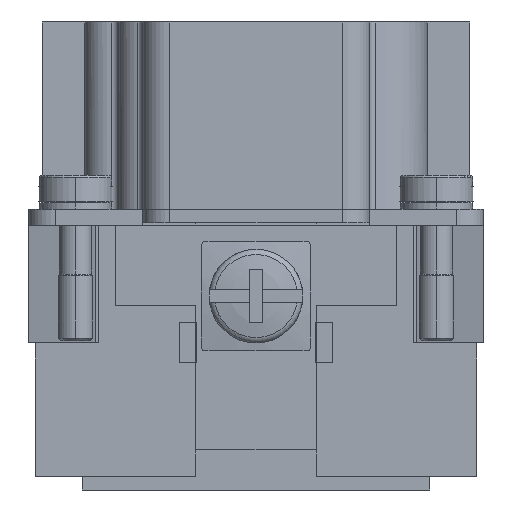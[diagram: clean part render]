
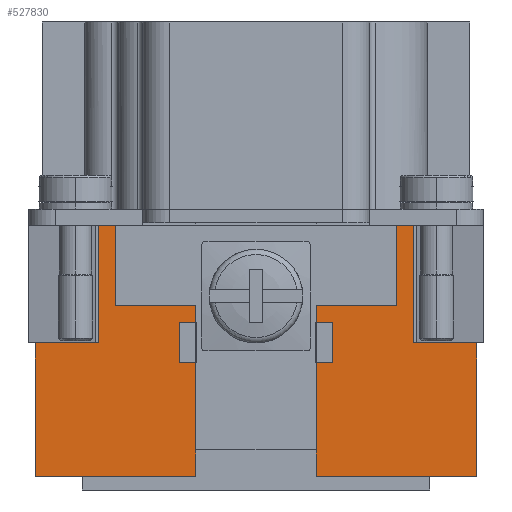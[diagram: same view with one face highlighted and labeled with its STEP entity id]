
A CAD part, left-side view. The second image highlights one B-rep face of the part: STEP entity #527830.
In plain terms, the highlighted planar face has unit normal (-1, 0, 0).
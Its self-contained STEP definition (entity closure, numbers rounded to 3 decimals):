
#3240=CARTESIAN_POINT('',(-31.5,0.,-4.5));
#3250=VERTEX_POINT('',#3240);
#3430=CARTESIAN_POINT('',(-31.5,0.,-8.5))
;
#3440=VERTEX_POINT('',#3430);
#3470=CARTESIAN_POINT('',(-31.5,0.,-6.5));
#3480=DIRECTION('',(1.,0.,0.));
#3490=DIRECTION('',(0.,0.,1.));
#3500=AXIS2_PLACEMENT_3D('',#3470,#3480,#3490);
#3510=CIRCLE('',#3500,2.);
#3520=EDGE_CURVE('',#3440,#3250,#3510,.T.);
#80780=CARTESIAN_POINT('',(-31.5,-16.5,-20.));
#80790=VERTEX_POINT('',#80780);
#80820=CARTESIAN_POINT('',(-31.5,-16.5,-10.));
#80830=DIRECTION('',(0.,0.,-1.));
#80840=VECTOR('',#80830,10.);
#80850=LINE('',#80820,#80840);
#80860=CARTESIAN_POINT('',(-31.5,-16.5,-10.));
#80870=VERTEX_POINT('',#80860);
#80880=EDGE_CURVE('',#80870,#80790,#80850,.T.);
#251500=CARTESIAN_POINT('',(-31.5,4.5,-18.));
#251510=VERTEX_POINT('',#251500);
#251540=CARTESIAN_POINT('',(-31.5,4.5,-18.));
#251550=DIRECTION('',(0.,0.,1.));
#251560=VECTOR('',#251550,1.2);
#251570=LINE('',#251540,#251560);
#251580=CARTESIAN_POINT('',(-31.5,4.5,-16.8));
#251590=VERTEX_POINT('',#251580);
#251600=EDGE_CURVE('',#251510,#251590,#251570,.T.);
#255720=CARTESIAN_POINT('',(-31.5,-4.5,-16.8));
#255730=VERTEX_POINT('',#255720);
#255760=CARTESIAN_POINT('',(-31.5,-4.5,-16.8));
#255770=DIRECTION('',(0.,0.,-1.));
#255780=VECTOR('',#255770,1.2);
#255790=LINE('',#255760,#255780);
#255800=CARTESIAN_POINT('',(-31.5,-4.5,-18.));
#255810=VERTEX_POINT('',#255800);
#255820=EDGE_CURVE('',#255730,#255810,#255790,.T.);
#260860=CARTESIAN_POINT('',(-31.5,4.5,-20.));
#260870=VERTEX_POINT('',#260860);
#260900=CARTESIAN_POINT('',(-31.5,4.5,-20.));
#260910=DIRECTION('',(0.,0.,1.));
#260920=VECTOR('',#260910,2.);
#260930=LINE('',#260900,#260920);
#260940=EDGE_CURVE('',#260870,#251510,#260930,.T.);
#265730=CARTESIAN_POINT('',(-31.5,-16.5,-10.));
#265740=DIRECTION('',(0.,1.,0.));
#265750=VECTOR('',#265740,4.75);
#265760=LINE('',#265730,#265750);
#265770=CARTESIAN_POINT('',(-31.5,-11.75,-10.));
#265780=VERTEX_POINT('',#265770);
#265790=EDGE_CURVE('',#80870,#265780,#265760,.T.);
#266900=CARTESIAN_POINT('',(-31.5,10.29,0.));
#266910=DIRECTION('',(0.,1.,0.));
#266920=VECTOR('',#266910,1.46);
#266930=LINE('',#266900,#266920);
#266940=CARTESIAN_POINT('',(-31.5,10.29,0.));
#266950=VERTEX_POINT('',#266940);
#266960=CARTESIAN_POINT('',(-31.5,11.75,0.));
#266970=VERTEX_POINT('',#266960);
#266980=EDGE_CURVE('',#266950,#266970,#266930,.T.);
#270740=CARTESIAN_POINT('',(-31.5,-11.75,-10.));
#270750=DIRECTION('',(0.,0.,1.));
#270760=VECTOR('',#270750,10.);
#270770=LINE('',#270740,#270760);
#270780=CARTESIAN_POINT('',(-31.5,-11.75,0.));
#270790=VERTEX_POINT('',#270780);
#270800=EDGE_CURVE('',#265780,#270790,#270770,.T.);
#281140=CARTESIAN_POINT('',(-31.5,8.,0.));
#281150=DIRECTION('',(0.,0.,1.));
#281160=VECTOR('',#281150,1.);
#281170=LINE('',#281140,#281160);
#281180=CARTESIAN_POINT('',(-31.5,8.,0.));
#281190=VERTEX_POINT('',#281180);
#281200=CARTESIAN_POINT('',(-31.5,8.,1.));
#281210=VERTEX_POINT('',#281200);
#281220=EDGE_CURVE('',#281190,#281210,#281170,.T.);
#431290=CARTESIAN_POINT('',(-31.5,16.5,-20.));
#431300=VERTEX_POINT('',#431290);
#431330=CARTESIAN_POINT('',(-31.5,16.5,-20.));
#431340=DIRECTION('',(0.,-1.,0.));
#431350=VECTOR('',#431340,12.);
#431360=LINE('',#431330,#431350);
#431370=EDGE_CURVE('',#431300,#260870,#431360,.T.);
#431790=CARTESIAN_POINT('',(-31.5,-4.5,-20.));
#431800=VERTEX_POINT('',#431790);
#431830=CARTESIAN_POINT('',(-31.5,-4.5,-20.));
#431840=DIRECTION('',(0.,-1.,0.));
#431850=VECTOR('',#431840,12.);
#431860=LINE('',#431830,#431850);
#431870=EDGE_CURVE('',#431800,#80790,#431860,.T.);
#451190=CARTESIAN_POINT('',(-31.5,16.5,-10.));
#451200=VERTEX_POINT('',#451190);
#451230=CARTESIAN_POINT('',(-31.5,16.5,-10.));
#451240=DIRECTION('',(0.,0.,-1.));
#451250=VECTOR('',#451240,10.);
#451260=LINE('',#451230,#451250);
#451270=EDGE_CURVE('',#451200,#431300,#451260,.T.);
#524370=CARTESIAN_POINT('',(-31.5,-8.139,1.));
#524380=VERTEX_POINT('',#524370);
#524410=CARTESIAN_POINT('',(-31.5,-8.139,1.));
#524420=DIRECTION('',(0.,1.,0.));
#524430=VECTOR('',#524420,16.139);
#524440=LINE('',#524410,#524430);
#524450=EDGE_CURVE('',#524380,#281210,#524440,.T.);
#527060=CARTESIAN_POINT('',(-31.5,-8.139,0.));
#527070=VERTEX_POINT('',#527060);
#527100=CARTESIAN_POINT('',(-31.5,-8.139,1.));
#527110=DIRECTION('',(0.,0.,-1.));
#527120=VECTOR('',#527110,1.);
#527130=LINE('',#527100,#527120);
#527140=EDGE_CURVE('',#524380,#527070,#527130,.T.);
#527200=CARTESIAN_POINT('',(-31.5,16.5,0.));
#527210=DIRECTION('',(-1.,0.,0.));
#527220=DIRECTION('',(0.,0.,1.));
#527230=AXIS2_PLACEMENT_3D('',#527200,#527210,#527220);
#527240=PLANE('',#527230);
#527250=ORIENTED_EDGE('',*,*,#270800,.T.);
#527260=ORIENTED_EDGE('',*,*,#265790,.T.);
#527270=ORIENTED_EDGE('',*,*,#80880,.F.);
#527280=ORIENTED_EDGE('',*,*,#431870,.T.);
#527290=CARTESIAN_POINT('',(-31.5,-4.5,-18.));
#527300=DIRECTION('',(0.,0.,-1.));
#527310=VECTOR('',#527300,2.);
#527320=LINE('',#527290,#527310);
#527330=EDGE_CURVE('',#255810,#431800,#527320,.T.);
#527340=ORIENTED_EDGE('',*,*,#527330,.T.);
#527350=ORIENTED_EDGE('',*,*,#255820,.T.);
#527360=CARTESIAN_POINT('',(-31.5,4.5,-16.8));
#527370=DIRECTION('',(0.,-1.,0.));
#527380=VECTOR('',#527370,9.);
#527390=LINE('',#527360,#527380);
#527400=EDGE_CURVE('',#251590,#255730,#527390,.T.);
#527410=ORIENTED_EDGE('',*,*,#527400,.T.);
#527420=ORIENTED_EDGE('',*,*,#251600,.T.);
#527430=ORIENTED_EDGE('',*,*,#260940,.T.);
#527440=ORIENTED_EDGE('',*,*,#431370,.T.);
#527450=ORIENTED_EDGE('',*,*,#451270,.T.);
#527460=CARTESIAN_POINT('',(-31.5,11.75,-10.));
#527470=DIRECTION('',(0.,1.,0.));
#527480=VECTOR('',#527470,4.75);
#527490=LINE('',#527460,#527480);
#527500=CARTESIAN_POINT('',(-31.5,11.75,-10.));
#527510=VERTEX_POINT('',#527500);
#527520=EDGE_CURVE('',#527510,#451200,#527490,.T.);
#527530=ORIENTED_EDGE('',*,*,#527520,.T.);
#527540=CARTESIAN_POINT('',(-31.5,11.75,0.));
#527550=DIRECTION('',(0.,0.,-1.));
#527560=VECTOR('',#527550,10.);
#527570=LINE('',#527540,#527560);
#527580=EDGE_CURVE('',#266970,#527510,#527570,.T.);
#527590=ORIENTED_EDGE('',*,*,#527580,.T.);
#527600=ORIENTED_EDGE('',*,*,#266980,.T.);
#527610=CARTESIAN_POINT('',(-31.5,8.,0.));
#527620=DIRECTION('',(0.,1.,0.));
#527630=VECTOR('',#527620,2.29);
#527640=LINE('',#527610,#527630);
#527650=EDGE_CURVE('',#281190,#266950,#527640,.T.);
#527660=ORIENTED_EDGE('',*,*,#527650,.T.);
#527670=ORIENTED_EDGE('',*,*,#281220,.F.);
#527680=ORIENTED_EDGE('',*,*,#524450,.T.);
#527690=ORIENTED_EDGE('',*,*,#527140,.F.);
#527700=CARTESIAN_POINT('',(-31.5,-11.75,0.));
#527710=DIRECTION('',(0.,1.,0.));
#527720=VECTOR('',#527710,3.611);
#527730=LINE('',#527700,#527720);
#527740=EDGE_CURVE('',#270790,#527070,#527730,.T.);
#527750=ORIENTED_EDGE('',*,*,#527740,.T.);
#527760=EDGE_LOOP('',(#527750,#527690,#527680,#527670,#527660,#527600,
#527590,#527530,#527450,#527440,#527430,#527420,#527410,#527350,#527340,
#527280,#527270,#527260,#527250));
#527770=FACE_OUTER_BOUND('',#527760,.T.);
#527780=EDGE_CURVE('',#3250,#3440,#3510,.T.);
#527790=ORIENTED_EDGE('',*,*,#527780,.T.);
#527800=ORIENTED_EDGE('',*,*,#3520,.T.);
#527810=EDGE_LOOP('',(#527800,#527790));
#527820=FACE_BOUND('',#527810,.T.);
#527830=ADVANCED_FACE('',(#527770,#527820),#527240,.T.);
